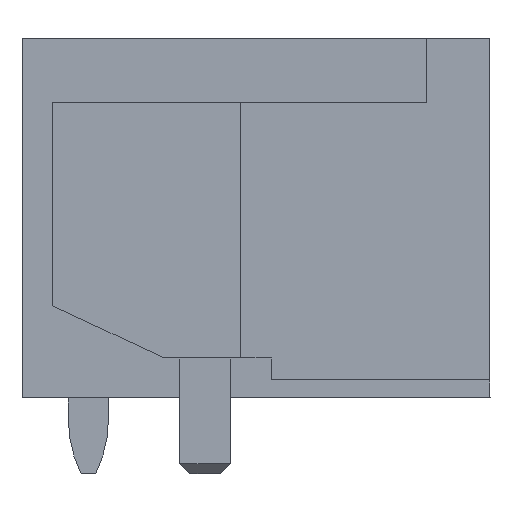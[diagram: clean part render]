
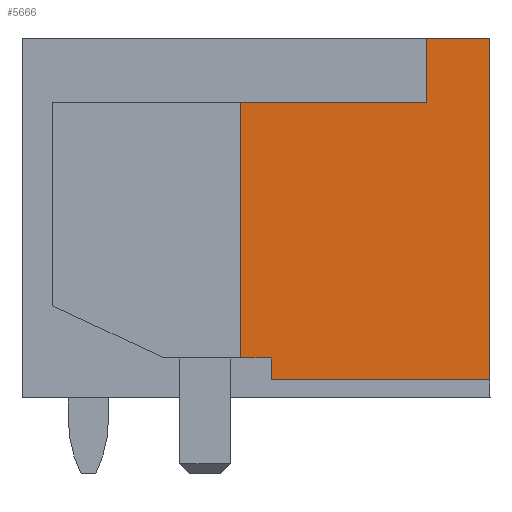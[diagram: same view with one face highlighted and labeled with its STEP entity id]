
A CAD part, left-side view. The second image highlights one B-rep face of the part: STEP entity #5666.
In plain terms, the highlighted planar face has unit normal (-1, 0, 0).
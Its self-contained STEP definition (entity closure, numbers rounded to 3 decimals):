
#5635=AXIS2_PLACEMENT_3D('Plane Axis2P3D',#5632,#5633,#5634) ;
#244=CARTESIAN_POINT('Vertex',(0.,0.,8.57)) ;
#247=CARTESIAN_POINT('Line Origine',(0.,0.,5.21)) ;
#251=CARTESIAN_POINT('Vertex',(0.,0.,1.85)) ;
#787=CARTESIAN_POINT('Vertex',(0.,1.25,8.57)) ;
#790=CARTESIAN_POINT('Line Origine',(0.,0.625,8.57)) ;
#5569=CARTESIAN_POINT('Vertex',(0.,4.3,1.85)) ;
#5572=CARTESIAN_POINT('Line Origine',(0.,4.3,2.065)) ;
#5576=CARTESIAN_POINT('Vertex',(0.,4.3,2.28)) ;
#5596=CARTESIAN_POINT('Line Origine',(0.,2.15,1.85)) ;
#5617=CARTESIAN_POINT('Vertex',(0.,1.25,7.3)) ;
#5620=CARTESIAN_POINT('Line Origine',(0.,1.25,7.935)) ;
#5632=CARTESIAN_POINT('Axis2P3D Location',(0.,0.,0.)) ;
#5637=CARTESIAN_POINT('Line Origine',(0.,4.6,2.28)) ;
#5641=CARTESIAN_POINT('Vertex',(0.,4.9,2.28)) ;
#5644=CARTESIAN_POINT('Line Origine',(0.,3.075,7.3)) ;
#5648=CARTESIAN_POINT('Vertex',(0.,4.9,7.3)) ;
#5651=CARTESIAN_POINT('Line Origine',(0.,4.9,4.79)) ;
#248=DIRECTION('Vector Direction',(0.,0.,-1.)) ;
#791=DIRECTION('Vector Direction',(0.,-1.,0.)) ;
#5573=DIRECTION('Vector Direction',(0.,0.,1.)) ;
#5597=DIRECTION('Vector Direction',(0.,1.,0.)) ;
#5621=DIRECTION('Vector Direction',(0.,0.,1.)) ;
#5633=DIRECTION('Axis2P3D Direction',(-1.,0.,0.)) ;
#5634=DIRECTION('Axis2P3D XDirection',(0.,-1.,0.)) ;
#5638=DIRECTION('Vector Direction',(0.,1.,0.)) ;
#5645=DIRECTION('Vector Direction',(0.,-1.,0.)) ;
#5652=DIRECTION('Vector Direction',(0.,0.,-1.)) ;
#249=VECTOR('Line Direction',#248,1.) ;
#792=VECTOR('Line Direction',#791,1.) ;
#5574=VECTOR('Line Direction',#5573,1.) ;
#5598=VECTOR('Line Direction',#5597,1.) ;
#5622=VECTOR('Line Direction',#5621,1.) ;
#5639=VECTOR('Line Direction',#5638,1.) ;
#5646=VECTOR('Line Direction',#5645,1.) ;
#5653=VECTOR('Line Direction',#5652,1.) ;
#5657=ORIENTED_EDGE('',*,*,#5643,.T.) ;
#5658=ORIENTED_EDGE('',*,*,#5578,.T.) ;
#5659=ORIENTED_EDGE('',*,*,#5600,.T.) ;
#5660=ORIENTED_EDGE('',*,*,#253,.T.) ;
#5661=ORIENTED_EDGE('',*,*,#794,.T.) ;
#5662=ORIENTED_EDGE('',*,*,#5624,.T.) ;
#5663=ORIENTED_EDGE('',*,*,#5650,.T.) ;
#5664=ORIENTED_EDGE('',*,*,#5655,.T.) ;
#5666=ADVANCED_FACE('HOUSING',(#5665),#5636,.T.) ;
#253=EDGE_CURVE('',#252,#245,#250,.F.) ;
#794=EDGE_CURVE('',#245,#788,#793,.F.) ;
#5578=EDGE_CURVE('',#5577,#5570,#5575,.F.) ;
#5600=EDGE_CURVE('',#5570,#252,#5599,.F.) ;
#5624=EDGE_CURVE('',#788,#5618,#5623,.F.) ;
#5643=EDGE_CURVE('',#5642,#5577,#5640,.F.) ;
#5650=EDGE_CURVE('',#5618,#5649,#5647,.F.) ;
#5655=EDGE_CURVE('',#5649,#5642,#5654,.T.) ;
#5656=EDGE_LOOP('',(#5657,#5658,#5659,#5660,#5661,#5662,#5663,#5664)) ;
#5665=FACE_OUTER_BOUND('',#5656,.T.) ;
#250=LINE('Line',#247,#249) ;
#793=LINE('Line',#790,#792) ;
#5575=LINE('Line',#5572,#5574) ;
#5599=LINE('Line',#5596,#5598) ;
#5623=LINE('Line',#5620,#5622) ;
#5640=LINE('Line',#5637,#5639) ;
#5647=LINE('Line',#5644,#5646) ;
#5654=LINE('Line',#5651,#5653) ;
#5636=PLANE('',#5635) ;
#245=VERTEX_POINT('',#244) ;
#252=VERTEX_POINT('',#251) ;
#788=VERTEX_POINT('',#787) ;
#5570=VERTEX_POINT('',#5569) ;
#5577=VERTEX_POINT('',#5576) ;
#5618=VERTEX_POINT('',#5617) ;
#5642=VERTEX_POINT('',#5641) ;
#5649=VERTEX_POINT('',#5648) ;
